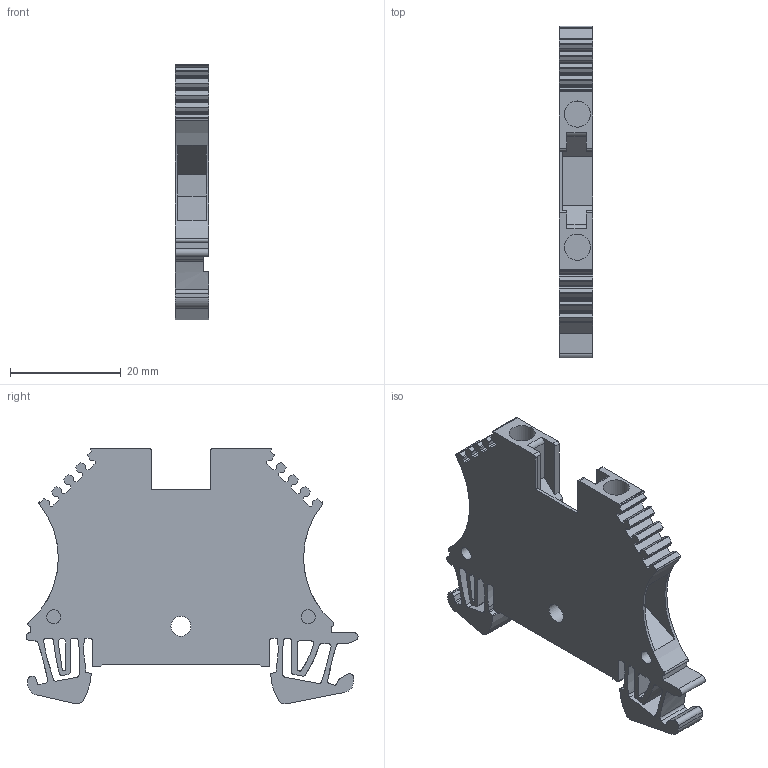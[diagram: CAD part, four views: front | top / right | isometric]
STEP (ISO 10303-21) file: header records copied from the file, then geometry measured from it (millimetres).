
FILE_DESCRIPTION( ( 'STEP AP214' ), '1' );
FILE_NAME( '1020120000.stp', ' ', ( ' ' ), ( ' ' ), 'PSStep 15.0.47', 'PARTsolutions', ' ' );
FILE_SCHEMA( ( 'AUTOMOTIVE_DESIGN { 1 0 10303 214 1 1 1 1 }' ) );
Length unit declared in the file: millimetre
Products named in the file (1): HI_WDU 4 GE 1020120000
Bounding box: 6.1 x 60 x 46.25 mm (x, y, z)
Volume: 9044 mm3; surface area: 6936 mm2
Topology: 1 solids, 1 shells, 319 faces, 941 edges, 628 vertices
Faces by surface type: plane 216, cylinder 103
Full cylindrical faces by diameter (mm): 1.98 x2, 2.5 x2, 3.6 x1, 4.725 x2
Entity records: 13180 total; most frequent: CARTESIAN_POINT 1878, ORIENTED_EDGE 1864, DIRECTION 1806, EDGE_CURVE 932, LINE 698, VECTOR 698, VERTEX_POINT 626, AXIS2_PLACEMENT_3D 554
